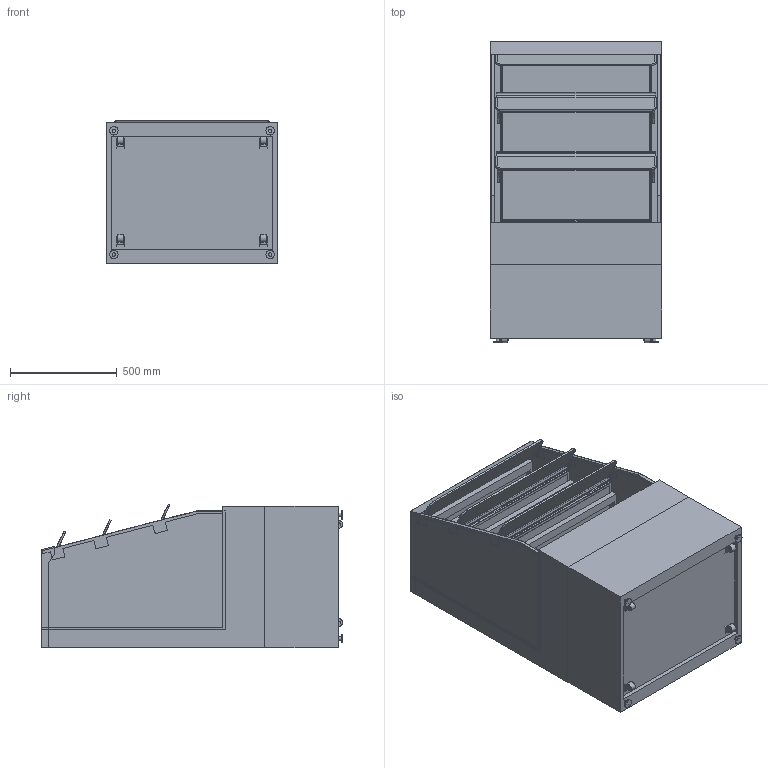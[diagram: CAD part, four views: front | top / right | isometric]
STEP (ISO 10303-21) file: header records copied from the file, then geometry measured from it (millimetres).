
FILE_DESCRIPTION (( 'STEP AP214' ), '1' );
FILE_NAME ('EU536311_Caleo Basic 80.STEP', '2022-04-13T10:46:31', ( '' ), ( '' ), 'SwSTEP 2.0', 'SolidWorks 2017', '' );
FILE_SCHEMA (( 'AUTOMOTIVE_DESIGN' ));
Length unit declared in the file: millimetre
Products named in the file (1): EU536311_Caleo Basic 80
Bounding box: 800.2 x 1410 x 671.94 mm (x, y, z)
Volume: 297781098.1 mm3; surface area: 15190489.8 mm2
Topology: 51 solids, 51 shells, 564 faces, 1362 edges, 904 vertices
Faces by surface type: plane 480, cylinder 84
Full cylindrical faces by diameter (mm): 10 x10, 16 x4, 35 x4, 40 x4
Entity records: 17183 total; most frequent: CARTESIAN_POINT 2809, ORIENTED_EDGE 2680, DIRECTION 2638, EDGE_CURVE 1340, VECTOR 1172, LINE 1172, VERTEX_POINT 904, AXIS2_PLACEMENT_3D 733
